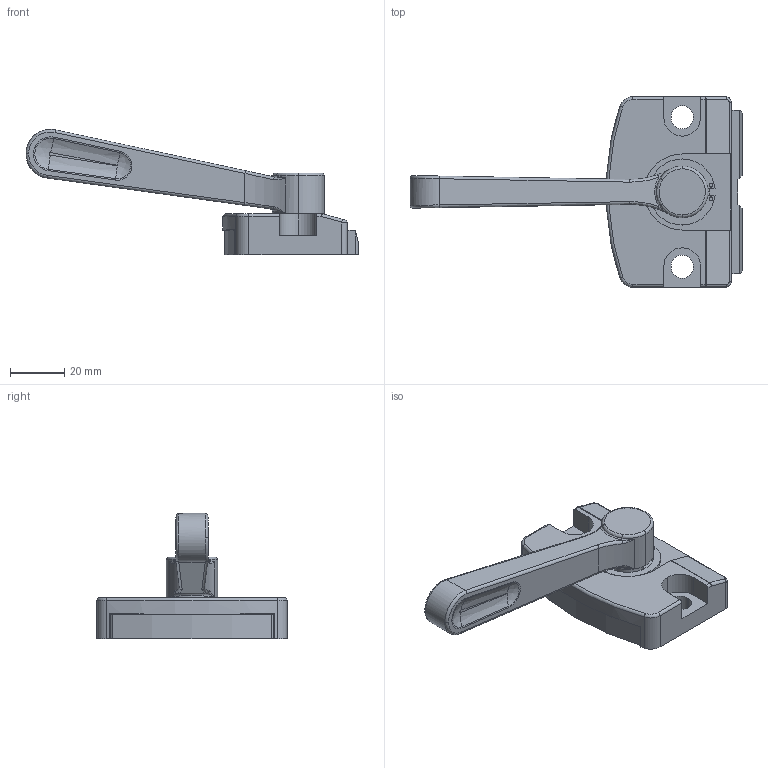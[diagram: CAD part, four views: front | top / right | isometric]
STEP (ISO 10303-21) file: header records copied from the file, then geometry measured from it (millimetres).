
FILE_DESCRIPTION (( 'STEP AP203' ), '1' );
FILE_NAME ('qlscl15r.STEP', '2021-10-21T08:34:39', ( '' ), ( '' ), 'SwSTEP 2.0', 'SolidWorks 2020', '' );
FILE_SCHEMA (( 'CONFIG_CONTROL_DESIGN' ));
Length unit declared in the file: millimetre
Products named in the file (4): qlscl15r_02; qlscl15r; qlscl15r_01; qlscl15r_03
Assembly tree (3 placements, depth 2):
  qlscl15r
    qlscl15r_01
    qlscl15r_02
    qlscl15r_03
Bounding box: 122.14 x 70 x 46.05 mm (x, y, z)
Volume: 57288.6 mm3; surface area: 22477.7 mm2
Topology: 3 solids, 3 shells, 181 faces, 472 edges, 296 vertices
Faces by surface type: plane 72, cylinder 69, bspline 32, torus 6, sphere 2
Entity records: 7457 total; most frequent: CARTESIAN_POINT 2813, ORIENTED_EDGE 932, DIRECTION 851, EDGE_CURVE 466, AXIS2_PLACEMENT_3D 307, VERTEX_POINT 296, VECTOR 237, LINE 237
